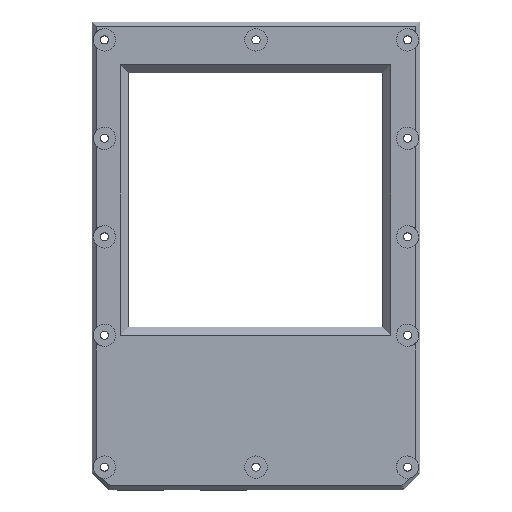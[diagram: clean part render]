
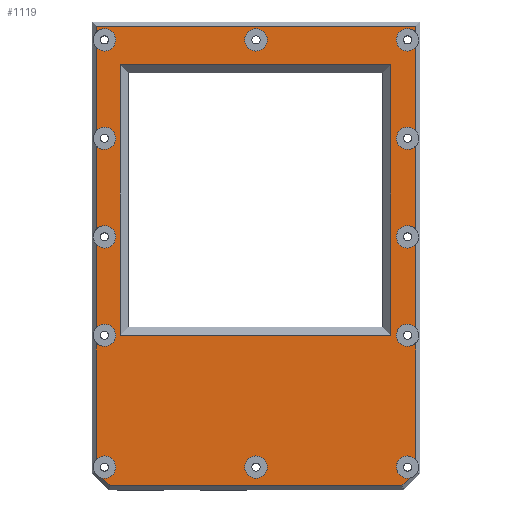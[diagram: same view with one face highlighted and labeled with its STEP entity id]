
A CAD part, top view. The second image highlights one B-rep face of the part: STEP entity #1119.
In plain terms, the highlighted planar face has unit normal (0, 0, 1).
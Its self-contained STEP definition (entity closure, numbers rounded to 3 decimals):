
#41=LINE('',#1768,#115);
#42=LINE('',#1770,#116);
#47=LINE('',#1780,#121);
#49=LINE('',#1783,#123);
#50=LINE('',#1811,#124);
#54=LINE('',#1821,#128);
#55=LINE('',#1822,#129);
#56=LINE('',#1823,#130);
#57=LINE('',#1824,#131);
#58=LINE('',#1830,#132);
#61=LINE('',#1836,#135);
#72=LINE('',#1865,#146);
#81=LINE('',#1881,#155);
#82=LINE('',#1883,#156);
#83=LINE('',#1884,#157);
#84=LINE('',#1885,#158);
#85=LINE('',#1886,#159);
#86=LINE('',#1887,#160);
#115=VECTOR('',#1429,1000.);
#116=VECTOR('',#1432,1000.);
#121=VECTOR('',#1439,1000.);
#123=VECTOR('',#1443,1000.);
#124=VECTOR('',#1478,1000.);
#128=VECTOR('',#1484,1000.);
#129=VECTOR('',#1485,1000.);
#130=VECTOR('',#1486,1000.);
#131=VECTOR('',#1487,1000.);
#132=VECTOR('',#1496,1000.);
#135=VECTOR('',#1501,1000.);
#146=VECTOR('',#1530,1000.);
#155=VECTOR('',#1543,1000.);
#156=VECTOR('',#1546,1000.);
#157=VECTOR('',#1547,1000.);
#158=VECTOR('',#1548,1000.);
#159=VECTOR('',#1549,1000.);
#160=VECTOR('',#1550,1000.);
#206=PLANE('',#1256);
#388=ORIENTED_EDGE('',*,*,#625,.T.);
#389=ORIENTED_EDGE('',*,*,#515,.F.);
#390=ORIENTED_EDGE('',*,*,#626,.T.);
#391=ORIENTED_EDGE('',*,*,#613,.F.);
#392=ORIENTED_EDGE('',*,*,#615,.T.);
#393=ORIENTED_EDGE('',*,*,#601,.T.);
#394=ORIENTED_EDGE('',*,*,#598,.T.);
#395=ORIENTED_EDGE('',*,*,#596,.F.);
#396=ORIENTED_EDGE('',*,*,#587,.T.);
#397=ORIENTED_EDGE('',*,*,#586,.F.);
#398=ORIENTED_EDGE('',*,*,#595,.T.);
#399=ORIENTED_EDGE('',*,*,#584,.F.);
#400=ORIENTED_EDGE('',*,*,#594,.T.);
#401=ORIENTED_EDGE('',*,*,#582,.F.);
#402=ORIENTED_EDGE('',*,*,#593,.T.);
#403=ORIENTED_EDGE('',*,*,#580,.F.);
#404=ORIENTED_EDGE('',*,*,#592,.T.);
#405=ORIENTED_EDGE('',*,*,#624,.T.);
#406=ORIENTED_EDGE('',*,*,#627,.T.);
#407=ORIENTED_EDGE('',*,*,#530,.F.);
#408=ORIENTED_EDGE('',*,*,#628,.T.);
#409=ORIENTED_EDGE('',*,*,#525,.F.);
#410=ORIENTED_EDGE('',*,*,#629,.T.);
#411=ORIENTED_EDGE('',*,*,#520,.F.);
#412=ORIENTED_EDGE('',*,*,#578,.F.);
#413=ORIENTED_EDGE('',*,*,#577,.F.);
#414=ORIENTED_EDGE('',*,*,#576,.T.);
#415=ORIENTED_EDGE('',*,*,#574,.T.);
#416=ORIENTED_EDGE('',*,*,#569,.T.);
#417=ORIENTED_EDGE('',*,*,#568,.T.);
#515=EDGE_CURVE('',#656,#657,#760,.F.);
#520=EDGE_CURVE('',#661,#662,#764,.F.);
#525=EDGE_CURVE('',#666,#667,#768,.F.);
#530=EDGE_CURVE('',#671,#672,#772,.F.);
#568=EDGE_CURVE('',#704,#706,#41,.T.);
#569=EDGE_CURVE('',#707,#704,#42,.T.);
#574=EDGE_CURVE('',#709,#707,#47,.T.);
#576=EDGE_CURVE('',#706,#709,#49,.T.);
#577=EDGE_CURVE('',#711,#711,#795,.F.);
#578=EDGE_CURVE('',#712,#712,#796,.F.);
#580=EDGE_CURVE('',#713,#714,#797,.F.);
#582=EDGE_CURVE('',#715,#716,#798,.F.);
#584=EDGE_CURVE('',#717,#718,#799,.F.);
#586=EDGE_CURVE('',#719,#720,#800,.F.);
#587=EDGE_CURVE('',#721,#720,#50,.T.);
#592=EDGE_CURVE('',#713,#725,#54,.T.);
#593=EDGE_CURVE('',#715,#714,#55,.T.);
#594=EDGE_CURVE('',#717,#716,#56,.T.);
#595=EDGE_CURVE('',#719,#718,#57,.T.);
#596=EDGE_CURVE('',#721,#726,#801,.F.);
#598=EDGE_CURVE('',#727,#726,#58,.T.);
#601=EDGE_CURVE('',#729,#727,#61,.T.);
#613=EDGE_CURVE('',#735,#737,#802,.F.);
#615=EDGE_CURVE('',#735,#729,#72,.T.);
#624=EDGE_CURVE('',#725,#742,#81,.T.);
#625=EDGE_CURVE('',#661,#657,#82,.T.);
#626=EDGE_CURVE('',#656,#737,#83,.T.);
#627=EDGE_CURVE('',#742,#672,#84,.T.);
#628=EDGE_CURVE('',#671,#667,#85,.T.);
#629=EDGE_CURVE('',#666,#662,#86,.T.);
#656=VERTEX_POINT('',#1627);
#657=VERTEX_POINT('',#1628);
#661=VERTEX_POINT('',#1640);
#662=VERTEX_POINT('',#1641);
#666=VERTEX_POINT('',#1653);
#667=VERTEX_POINT('',#1654);
#671=VERTEX_POINT('',#1666);
#672=VERTEX_POINT('',#1667);
#704=VERTEX_POINT('',#1763);
#706=VERTEX_POINT('',#1767);
#707=VERTEX_POINT('',#1771);
#709=VERTEX_POINT('',#1777);
#711=VERTEX_POINT('',#1786);
#712=VERTEX_POINT('',#1789);
#713=VERTEX_POINT('',#1792);
#714=VERTEX_POINT('',#1793);
#715=VERTEX_POINT('',#1797);
#716=VERTEX_POINT('',#1798);
#717=VERTEX_POINT('',#1802);
#718=VERTEX_POINT('',#1803);
#719=VERTEX_POINT('',#1807);
#720=VERTEX_POINT('',#1808);
#721=VERTEX_POINT('',#1812);
#725=VERTEX_POINT('',#1820);
#726=VERTEX_POINT('',#1827);
#727=VERTEX_POINT('',#1831);
#729=VERTEX_POINT('',#1837);
#735=VERTEX_POINT('',#1859);
#737=VERTEX_POINT('',#1862);
#742=VERTEX_POINT('',#1880);
#760=CIRCLE('',#1156,2.75);
#764=CIRCLE('',#1164,2.75);
#768=CIRCLE('',#1172,2.75);
#772=CIRCLE('',#1180,2.75);
#795=CIRCLE('',#1223,2.75);
#796=CIRCLE('',#1225,2.75);
#797=CIRCLE('',#1228,2.75);
#798=CIRCLE('',#1231,2.75);
#799=CIRCLE('',#1234,2.75);
#800=CIRCLE('',#1237,2.75);
#801=CIRCLE('',#1241,2.75);
#802=CIRCLE('',#1251,2.75);
#886=EDGE_LOOP('',(#388,#389,#390,#391,#392,#393,#394,#395,#396,#397,#398,
#399,#400,#401,#402,#403,#404,#405,#406,#407,#408,#409,#410,#411));
#887=EDGE_LOOP('',(#412));
#888=EDGE_LOOP('',(#413));
#889=EDGE_LOOP('',(#414,#415,#416,#417));
#1004=FACE_BOUND('',#886,.T.);
#1005=FACE_BOUND('',#887,.T.);
#1006=FACE_BOUND('',#888,.T.);
#1007=FACE_BOUND('',#889,.T.);
#1119=ADVANCED_FACE('',(#1004,#1005,#1006,#1007),#206,.F.);
#1156=AXIS2_PLACEMENT_3D('',#1629,#1292,#1293);
#1164=AXIS2_PLACEMENT_3D('',#1642,#1308,#1309);
#1172=AXIS2_PLACEMENT_3D('',#1655,#1324,#1325);
#1180=AXIS2_PLACEMENT_3D('',#1668,#1340,#1341);
#1223=AXIS2_PLACEMENT_3D('',#1785,#1446,#1447);
#1225=AXIS2_PLACEMENT_3D('',#1788,#1450,#1451);
#1228=AXIS2_PLACEMENT_3D('',#1794,#1456,#1457);
#1231=AXIS2_PLACEMENT_3D('',#1799,#1462,#1463);
#1234=AXIS2_PLACEMENT_3D('',#1804,#1468,#1469);
#1237=AXIS2_PLACEMENT_3D('',#1809,#1474,#1475);
#1241=AXIS2_PLACEMENT_3D('',#1826,#1490,#1491);
#1251=AXIS2_PLACEMENT_3D('',#1861,#1524,#1525);
#1256=AXIS2_PLACEMENT_3D('',#1882,#1544,#1545);
#1292=DIRECTION('',(0.,0.,-1.));
#1293=DIRECTION('',(-1.,0.,0.));
#1308=DIRECTION('',(0.,0.,-1.));
#1309=DIRECTION('',(-1.,0.,0.));
#1324=DIRECTION('',(0.,0.,-1.));
#1325=DIRECTION('',(-1.,0.,0.));
#1340=DIRECTION('',(0.,0.,-1.));
#1341=DIRECTION('',(-1.,0.,0.));
#1429=DIRECTION('',(0.,-1.,0.));
#1432=DIRECTION('',(1.,0.,0.));
#1439=DIRECTION('',(0.,1.,0.));
#1443=DIRECTION('',(-1.,0.,0.));
#1446=DIRECTION('',(0.,0.,-1.));
#1447=DIRECTION('',(-1.,0.,0.));
#1450=DIRECTION('',(0.,0.,-1.));
#1451=DIRECTION('',(-1.,0.,0.));
#1456=DIRECTION('',(0.,0.,-1.));
#1457=DIRECTION('',(-1.,0.,0.));
#1462=DIRECTION('',(0.,0.,-1.));
#1463=DIRECTION('',(-1.,0.,0.));
#1468=DIRECTION('',(0.,0.,-1.));
#1469=DIRECTION('',(-1.,0.,0.));
#1474=DIRECTION('',(0.,0.,-1.));
#1475=DIRECTION('',(-1.,0.,0.));
#1478=DIRECTION('',(0.,1.,0.));
#1484=DIRECTION('',(0.,1.,0.));
#1485=DIRECTION('',(0.,1.,0.));
#1486=DIRECTION('',(0.,1.,0.));
#1487=DIRECTION('',(0.,1.,0.));
#1490=DIRECTION('',(0.,0.,-1.));
#1491=DIRECTION('',(-1.,0.,0.));
#1496=DIRECTION('',(0.707,0.707,0.));
#1501=DIRECTION('',(1.,0.,0.));
#1524=DIRECTION('',(0.,0.,-1.));
#1525=DIRECTION('',(-1.,0.,0.));
#1530=DIRECTION('',(0.707,-0.707,0.));
#1543=DIRECTION('',(-1.,0.,0.));
#1544=DIRECTION('',(0.,0.,-1.));
#1545=DIRECTION('',(-1.,0.,0.));
#1546=DIRECTION('',(0.,-1.,0.));
#1547=DIRECTION('',(0.,-1.,0.));
#1548=DIRECTION('',(0.,-1.,0.));
#1549=DIRECTION('',(0.,-1.,0.));
#1550=DIRECTION('',(0.,-1.,0.));
#1627=CARTESIAN_POINT('',(-39.129,-36.271,-16.));
#1628=CARTESIAN_POINT('',(-39.129,-32.496,-16.));
#1629=CARTESIAN_POINT('',(-37.129,-34.383,-16.));
#1640=CARTESIAN_POINT('',(-39.129,-12.071,-16.));
#1641=CARTESIAN_POINT('',(-39.129,-8.296,-16.));
#1642=CARTESIAN_POINT('',(-37.129,-10.183,-16.));
#1653=CARTESIAN_POINT('',(-39.129,12.129,-16.));
#1654=CARTESIAN_POINT('',(-39.129,15.904,-16.));
#1655=CARTESIAN_POINT('',(-37.129,14.017,-16.));
#1666=CARTESIAN_POINT('',(-39.129,36.329,-16.));
#1667=CARTESIAN_POINT('',(-39.129,40.104,-16.));
#1668=CARTESIAN_POINT('',(-37.129,38.217,-16.));
#1763=CARTESIAN_POINT('',(33.25,32.113,-16.));
#1767=CARTESIAN_POINT('',(33.25,-34.383,-16.));
#1768=CARTESIAN_POINT('',(33.25,-32.383,-16.));
#1770=CARTESIAN_POINT('',(31.25,32.113,-16.));
#1771=CARTESIAN_POINT('',(-33.25,32.113,-16.));
#1777=CARTESIAN_POINT('',(-33.25,-34.383,-16.));
#1780=CARTESIAN_POINT('',(-33.25,30.113,-16.));
#1783=CARTESIAN_POINT('',(0.,-34.383,-16.));
#1785=CARTESIAN_POINT('',(0.121,-66.783,-16.));
#1786=CARTESIAN_POINT('',(-2.629,-66.783,-16.));
#1788=CARTESIAN_POINT('',(0.121,38.217,-16.));
#1789=CARTESIAN_POINT('',(-2.629,38.217,-16.));
#1792=CARTESIAN_POINT('',(39.371,40.104,-16.));
#1793=CARTESIAN_POINT('',(39.371,36.329,-16.));
#1794=CARTESIAN_POINT('',(37.371,38.217,-16.));
#1797=CARTESIAN_POINT('',(39.371,15.904,-16.));
#1798=CARTESIAN_POINT('',(39.371,12.129,-16.));
#1799=CARTESIAN_POINT('',(37.371,14.017,-16.));
#1802=CARTESIAN_POINT('',(39.371,-8.296,-16.));
#1803=CARTESIAN_POINT('',(39.371,-12.071,-16.));
#1804=CARTESIAN_POINT('',(37.371,-10.183,-16.));
#1807=CARTESIAN_POINT('',(39.371,-32.496,-16.));
#1808=CARTESIAN_POINT('',(39.371,-36.271,-16.));
#1809=CARTESIAN_POINT('',(37.371,-34.383,-16.));
#1811=CARTESIAN_POINT('',(39.371,0.,-16.));
#1812=CARTESIAN_POINT('',(39.371,-64.896,-16.));
#1820=CARTESIAN_POINT('',(39.371,41.617,-16.));
#1821=CARTESIAN_POINT('',(39.371,0.,-16.));
#1822=CARTESIAN_POINT('',(39.371,0.,-16.));
#1823=CARTESIAN_POINT('',(39.371,0.,-16.));
#1824=CARTESIAN_POINT('',(39.371,0.,-16.));
#1826=CARTESIAN_POINT('',(37.371,-66.783,-16.));
#1827=CARTESIAN_POINT('',(37.849,-69.491,-16.));
#1830=CARTESIAN_POINT('',(39.664,-67.676,-16.));
#1831=CARTESIAN_POINT('',(35.957,-71.383,-16.));
#1836=CARTESIAN_POINT('',(0.,-71.383,-16.));
#1837=CARTESIAN_POINT('',(-35.714,-71.383,-16.));
#1859=CARTESIAN_POINT('',(-37.606,-69.491,-16.));
#1861=CARTESIAN_POINT('',(-37.129,-66.783,-16.));
#1862=CARTESIAN_POINT('',(-39.129,-64.896,-16.));
#1865=CARTESIAN_POINT('',(-35.421,-71.676,-16.));
#1880=CARTESIAN_POINT('',(-39.129,41.617,-16.));
#1881=CARTESIAN_POINT('',(-40.129,41.617,-16.));
#1882=CARTESIAN_POINT('',(0.,0.,-16.));
#1883=CARTESIAN_POINT('',(-39.129,0.,-16.));
#1884=CARTESIAN_POINT('',(-39.129,0.,-16.));
#1885=CARTESIAN_POINT('',(-39.129,0.,-16.));
#1886=CARTESIAN_POINT('',(-39.129,0.,-16.));
#1887=CARTESIAN_POINT('',(-39.129,0.,-16.));
